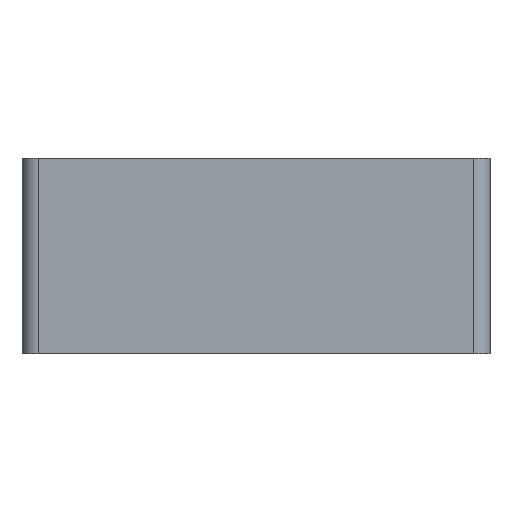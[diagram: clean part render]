
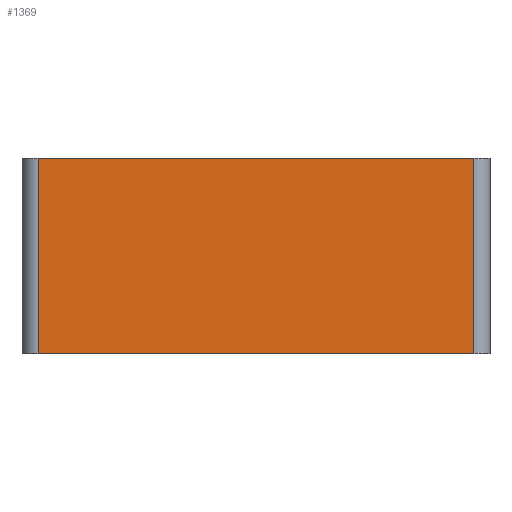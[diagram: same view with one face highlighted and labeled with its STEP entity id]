
A CAD part, left-side view. The second image highlights one B-rep face of the part: STEP entity #1369.
In plain terms, the highlighted planar face has unit normal (-1, 0, 0).
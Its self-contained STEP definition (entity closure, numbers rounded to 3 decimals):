
#35 = VECTOR ( 'NONE', #507, 1000. ) ;
#52 = LINE ( 'NONE', #616, #35 ) ;
#64 = CARTESIAN_POINT ( 'NONE',  ( -36.75, 69.5, 15. ) ) ;
#92 = VECTOR ( 'NONE', #248, 1000. ) ;
#110 = PLANE ( 'NONE',  #404 ) ;
#137 = LINE ( 'NONE', #955, #92 ) ;
#215 = CARTESIAN_POINT ( 'NONE',  ( -36.75, 2.5, -15. ) ) ;
#248 = DIRECTION ( 'NONE',  ( 0., 0., -1. ) ) ;
#302 = EDGE_CURVE ( 'NONE', #1281, #1352, #451, .T. ) ;
#305 = CARTESIAN_POINT ( 'NONE',  ( -36.75, 2.5, 15. ) ) ;
#372 = FACE_OUTER_BOUND ( 'NONE', #1185, .T. ) ;
#386 = CARTESIAN_POINT ( 'NONE',  ( -36.75, 72., 15. ) ) ;
#404 = AXIS2_PLACEMENT_3D ( 'NONE', #1365, #750, #1475 ) ;
#417 = VECTOR ( 'NONE', #1487, 1000. ) ;
#427 = EDGE_CURVE ( 'NONE', #806, #665, #137, .T. ) ;
#446 = EDGE_CURVE ( 'NONE', #1352, #665, #52, .T. ) ;
#451 = LINE ( 'NONE', #64, #417 ) ;
#469 = EDGE_CURVE ( 'NONE', #1281, #806, #1283, .T. ) ;
#483 = DIRECTION ( 'NONE',  ( 0., -1., 0. ) ) ;
#501 = CARTESIAN_POINT ( 'NONE',  ( -36.75, 69.5, -15. ) ) ;
#507 = DIRECTION ( 'NONE',  ( 0., -1., 0. ) ) ;
#616 = CARTESIAN_POINT ( 'NONE',  ( -36.75, 72., -15. ) ) ;
#665 = VERTEX_POINT ( 'NONE', #215 ) ;
#711 = ORIENTED_EDGE ( 'NONE', *, *, #446, .T. ) ;
#750 = DIRECTION ( 'NONE',  ( 1., 0., 0. ) ) ;
#806 = VERTEX_POINT ( 'NONE', #305 ) ;
#837 = ORIENTED_EDGE ( 'NONE', *, *, #302, .T. ) ;
#955 = CARTESIAN_POINT ( 'NONE',  ( -36.75, 2.5, 15. ) ) ;
#1185 = EDGE_LOOP ( 'NONE', ( #711, #1429, #1418, #837 ) ) ;
#1281 = VERTEX_POINT ( 'NONE', #1459 ) ;
#1283 = LINE ( 'NONE', #386, #1315 ) ;
#1315 = VECTOR ( 'NONE', #483, 1000. ) ;
#1352 = VERTEX_POINT ( 'NONE', #501 ) ;
#1365 = CARTESIAN_POINT ( 'NONE',  ( -36.75, 72., 15. ) ) ;
#1369 = ADVANCED_FACE ( 'NONE', ( #372 ), #110, .F. ) ;
#1418 = ORIENTED_EDGE ( 'NONE', *, *, #469, .F. ) ;
#1429 = ORIENTED_EDGE ( 'NONE', *, *, #427, .F. ) ;
#1459 = CARTESIAN_POINT ( 'NONE',  ( -36.75, 69.5, 15. ) ) ;
#1475 = DIRECTION ( 'NONE',  ( 0., 1., 0. ) ) ;
#1487 = DIRECTION ( 'NONE',  ( 0., 0., -1. ) ) ;
